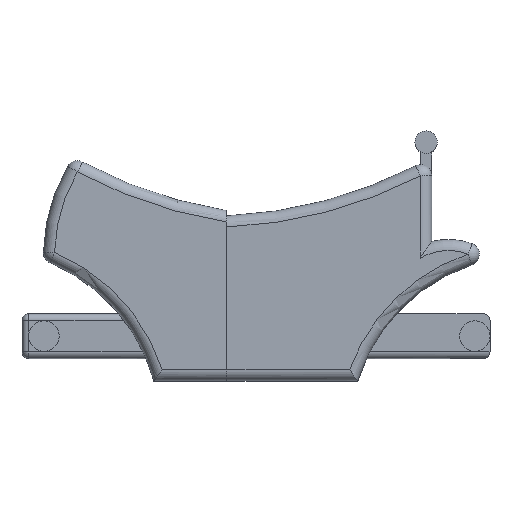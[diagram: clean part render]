
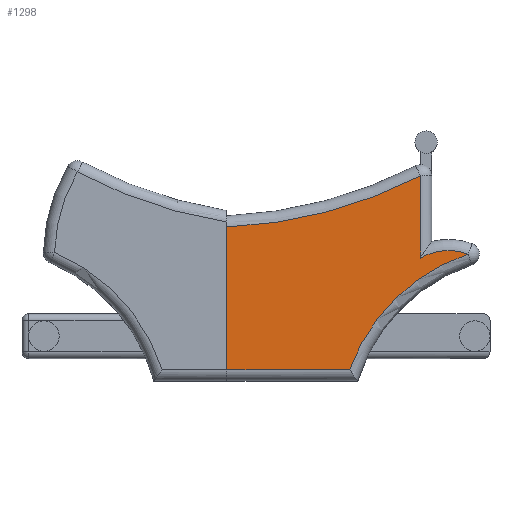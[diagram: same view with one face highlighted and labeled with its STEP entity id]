
A CAD part, top view. The second image highlights one B-rep face of the part: STEP entity #1298.
In plain terms, the highlighted planar face has unit normal (0, 0, 1).
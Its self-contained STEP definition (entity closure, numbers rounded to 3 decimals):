
#177=FACE_OUTER_BOUND('',#264,.T.);
#264=EDGE_LOOP('',(#1067,#1068,#1069,#1070,#1071,#1072));
#362=LINE('',#2325,#442);
#365=LINE('',#2358,#445);
#366=LINE('',#2363,#446);
#442=VECTOR('',#1833,10.);
#445=VECTOR('',#1846,10.);
#446=VECTOR('',#1851,10.);
#529=CIRCLE('',#1502,20.726);
#532=CIRCLE('',#1506,8.5);
#533=CIRCLE('',#1507,2.5);
#626=VERTEX_POINT('',#2322);
#627=VERTEX_POINT('',#2324);
#631=VERTEX_POINT('',#2352);
#632=VERTEX_POINT('',#2357);
#633=VERTEX_POINT('',#2359);
#634=VERTEX_POINT('',#2361);
#776=EDGE_CURVE('',#627,#626,#362,.T.);
#781=EDGE_CURVE('',#627,#631,#529,.T.);
#784=EDGE_CURVE('',#632,#626,#365,.T.);
#785=EDGE_CURVE('',#633,#632,#532,.T.);
#786=EDGE_CURVE('',#634,#633,#533,.T.);
#787=EDGE_CURVE('',#631,#634,#366,.T.);
#1067=ORIENTED_EDGE('',*,*,#776,.T.);
#1068=ORIENTED_EDGE('',*,*,#784,.F.);
#1069=ORIENTED_EDGE('',*,*,#785,.F.);
#1070=ORIENTED_EDGE('',*,*,#786,.F.);
#1071=ORIENTED_EDGE('',*,*,#787,.F.);
#1072=ORIENTED_EDGE('',*,*,#781,.F.);
#1236=PLANE('',#1505);
#1298=ADVANCED_FACE('',(#177),#1236,.T.);
#1502=AXIS2_PLACEMENT_3D('',#2353,#1838,#1839);
#1505=AXIS2_PLACEMENT_3D('',#2356,#1844,#1845);
#1506=AXIS2_PLACEMENT_3D('',#2360,#1847,#1848);
#1507=AXIS2_PLACEMENT_3D('',#2362,#1849,#1850);
#1833=DIRECTION('',(0.,-1.,0.));
#1838=DIRECTION('center_axis',(0.,0.,1.));
#1839=DIRECTION('ref_axis',(0.,-1.,0.));
#1844=DIRECTION('center_axis',(0.,0.,1.));
#1845=DIRECTION('ref_axis',(1.,0.,0.));
#1846=DIRECTION('',(-1.,0.,0.));
#1847=DIRECTION('center_axis',(0.,0.,1.));
#1848=DIRECTION('ref_axis',(-0.664,0.748,0.));
#1849=DIRECTION('center_axis',(0.,0.,-1.));
#1850=DIRECTION('ref_axis',(0.259,0.966,0.));
#1851=DIRECTION('',(0.,-1.,0.));
#2322=CARTESIAN_POINT('',(10.85,0.5,5.));
#2324=CARTESIAN_POINT('',(10.85,6.872,5.));
#2325=CARTESIAN_POINT('',(10.85,5.499,5.));
#2352=CARTESIAN_POINT('',(19.5,9.16,5.));
#2353=CARTESIAN_POINT('Origin',(10.,27.581,5.));
#2356=CARTESIAN_POINT('Origin',(10.748,5.,5.));
#2357=CARTESIAN_POINT('',(16.331,0.5,5.));
#2358=CARTESIAN_POINT('',(7.169,0.5,5.));
#2359=CARTESIAN_POINT('',(21.623,5.661,5.));
#2360=CARTESIAN_POINT('Origin',(24.321,-2.4,5.));
#2361=CARTESIAN_POINT('',(19.5,5.487,5.));
#2362=CARTESIAN_POINT('Origin',(20.745,3.32,5.));
#2363=CARTESIAN_POINT('',(19.5,5.613,5.));
